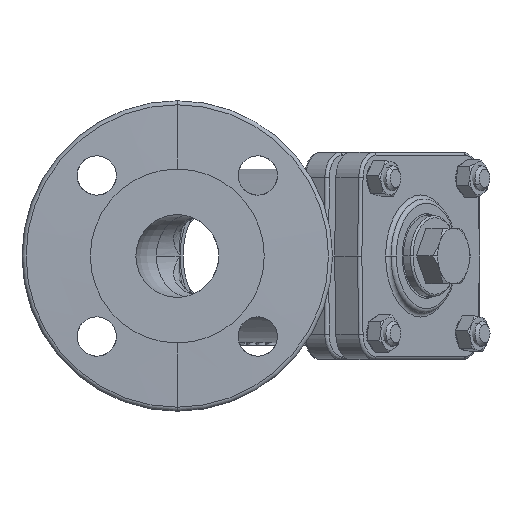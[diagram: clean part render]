
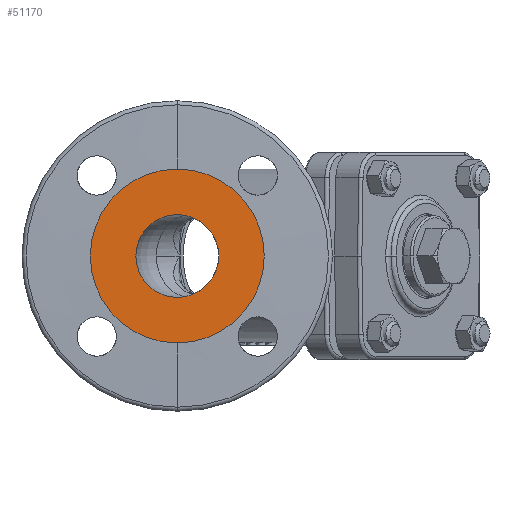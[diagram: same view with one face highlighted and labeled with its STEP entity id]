
A CAD part, left-side view. The second image highlights one B-rep face of the part: STEP entity #51170.
In plain terms, the highlighted planar face has unit normal (-1, 0, 0).
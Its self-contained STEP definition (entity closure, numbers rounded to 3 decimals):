
#11698 = ORIENTED_EDGE ( 'NONE', *, *, #38651, .T. ) ;
#11699 = ORIENTED_EDGE ( 'NONE', *, *, #39560, .T. ) ;
#11700 = ORIENTED_EDGE ( 'NONE', *, *, #38644, .F. ) ;
#11701 = ORIENTED_EDGE ( 'NONE', *, *, #38144, .F. ) ;
#14824 = CIRCLE ( 'NONE', #35777, 42. ) ;
#14886 = CIRCLE ( 'NONE', #35791, 42. ) ;
#14888 = CIRCLE ( 'NONE', #35796, 20. ) ;
#16904 = CARTESIAN_POINT ( 'NONE',  ( -200., -20., 0. ) ) ;
#16906 = CARTESIAN_POINT ( 'NONE',  ( -200., 20., 0. ) ) ;
#19359 = VERTEX_POINT ( 'NONE', #16904 ) ;
#19360 = VERTEX_POINT ( 'NONE', #16906 ) ;
#25104 = CIRCLE ( 'NONE', #35982, 20. ) ;
#25192 = FACE_OUTER_BOUND ( 'NONE', #30485, .T. ) ;
#25194 = FACE_BOUND ( 'NONE', #30467, .T. ) ;
#30467 = EDGE_LOOP ( 'NONE', ( #11699, #11698 ) ) ;
#30485 = EDGE_LOOP ( 'NONE', ( #11701, #11700 ) ) ;
#34064 = CARTESIAN_POINT ( 'NONE',  ( -200., 0., 0. ) ) ;
#34065 = DIRECTION ( 'NONE',  ( 1., 0., 0. ) ) ;
#34066 = DIRECTION ( 'NONE',  ( 0., 0., -1. ) ) ;
#35777 = AXIS2_PLACEMENT_3D ( 'NONE', #34064, #34065, #34066 ) ;
#35791 = AXIS2_PLACEMENT_3D ( 'NONE', #42039, #42072, #42073 ) ;
#35796 = AXIS2_PLACEMENT_3D ( 'NONE', #42096, #42098, #42099 ) ;
#35982 = AXIS2_PLACEMENT_3D ( 'NONE', #38871, #38884, #38886 ) ;
#38144 = EDGE_CURVE ( 'NONE', #48067, #48056, #14824, .T. ) ;
#38644 = EDGE_CURVE ( 'NONE', #48056, #48067, #14886, .T. ) ;
#38651 = EDGE_CURVE ( 'NONE', #19360, #19359, #14888, .T. ) ;
#38871 = CARTESIAN_POINT ( 'NONE',  ( -200., 0., 0. ) ) ;
#38884 = DIRECTION ( 'NONE',  ( 1., 0., 0. ) ) ;
#38886 = DIRECTION ( 'NONE',  ( 0., 0., -1. ) ) ;
#39560 = EDGE_CURVE ( 'NONE', #19359, #19360, #25104, .T. ) ;
#39940 = CARTESIAN_POINT ( 'NONE',  ( -200., 0., 42. ) ) ;
#39951 = CARTESIAN_POINT ( 'NONE',  ( -200., 0., -42. ) ) ;
#42039 = CARTESIAN_POINT ( 'NONE',  ( -200., 0., 0. ) ) ;
#42072 = DIRECTION ( 'NONE',  ( 1., 0., 0. ) ) ;
#42073 = DIRECTION ( 'NONE',  ( 0., 0., -1. ) ) ;
#42096 = CARTESIAN_POINT ( 'NONE',  ( -200., 0., 0. ) ) ;
#42098 = DIRECTION ( 'NONE',  ( 1., 0., 0. ) ) ;
#42099 = DIRECTION ( 'NONE',  ( 0., 0., -1. ) ) ;
#48056 = VERTEX_POINT ( 'NONE', #39940 ) ;
#48067 = VERTEX_POINT ( 'NONE', #39951 ) ;
#51170 = ADVANCED_FACE ( 'NONE', ( #25192, #25194 ), #52214, .T. ) ;
#52214 = PLANE ( 'NONE',  #52332 ) ;
#52217 = CARTESIAN_POINT ( 'NONE',  ( -200., 0., 0. ) ) ;
#52223 = DIRECTION ( 'NONE',  ( -1., 0., 0. ) ) ;
#52224 = DIRECTION ( 'NONE',  ( 0., 0., 1. ) ) ;
#52332 = AXIS2_PLACEMENT_3D ( 'NONE', #52217, #52223, #52224 ) ;
